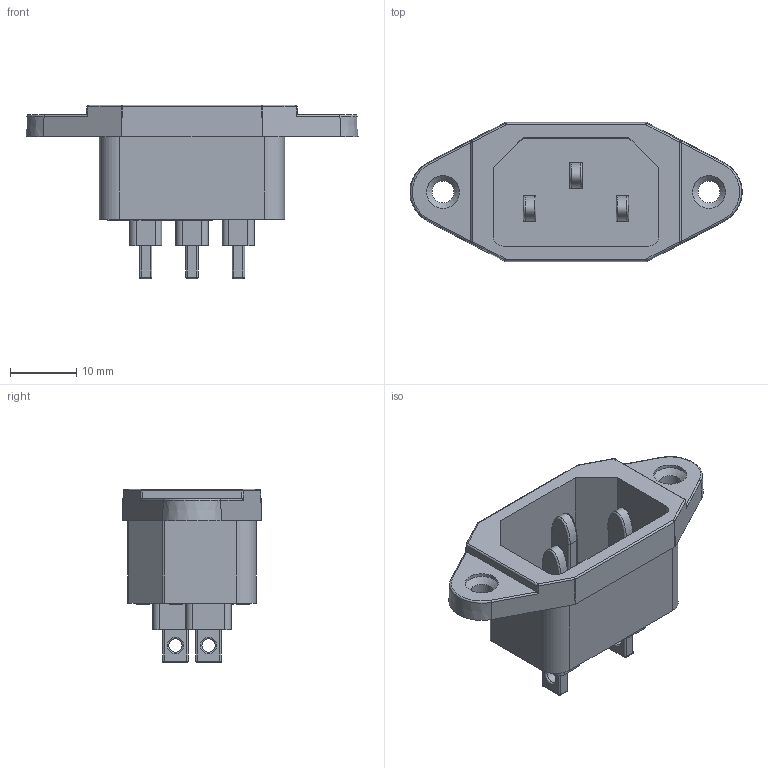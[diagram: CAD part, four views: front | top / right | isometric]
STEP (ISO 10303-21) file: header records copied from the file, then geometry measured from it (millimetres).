
FILE_DESCRIPTION(/* description */ (''),/* implementation_level */ '2;1');
FILE_NAME(/* name */ 'IEC C14 Male panel connector.stp',/* time_stamp */ '2020-08-22T12:33:38-04:00',/* author */ ('ignac'),/* organization */ (''),/* preprocessor_version */ 'ST-DEVELOPER v18',/* originating_system */ 'Autodesk Inventor 2020',/* authorisation */ '');
FILE_SCHEMA (('AUTOMOTIVE_DESIGN { 1 0 10303 214 3 1 1 }'));
Length unit declared in the file: millimetre
Products named in the file (1): IEC C14 Male panel conector
Bounding box: 50.16 x 21.1 x 26.2 mm (x, y, z)
Volume: 4646.6 mm3; surface area: 5792.1 mm2
Topology: 4 solids, 4 shells, 382 faces, 990 edges, 624 vertices
Faces by surface type: plane 192, bspline 87, cylinder 71, sphere 20, torus 8, cone 4
Full cylindrical faces by diameter (mm): 2 x3, 3.3 x2, 5 x2
Entity records: 17344 total; most frequent: CARTESIAN_POINT 8166, ORIENTED_EDGE 1940, DIRECTION 1572, EDGE_CURVE 970, LINE 624, VECTOR 624, VERTEX_POINT 624, AXIS2_PLACEMENT_3D 474
